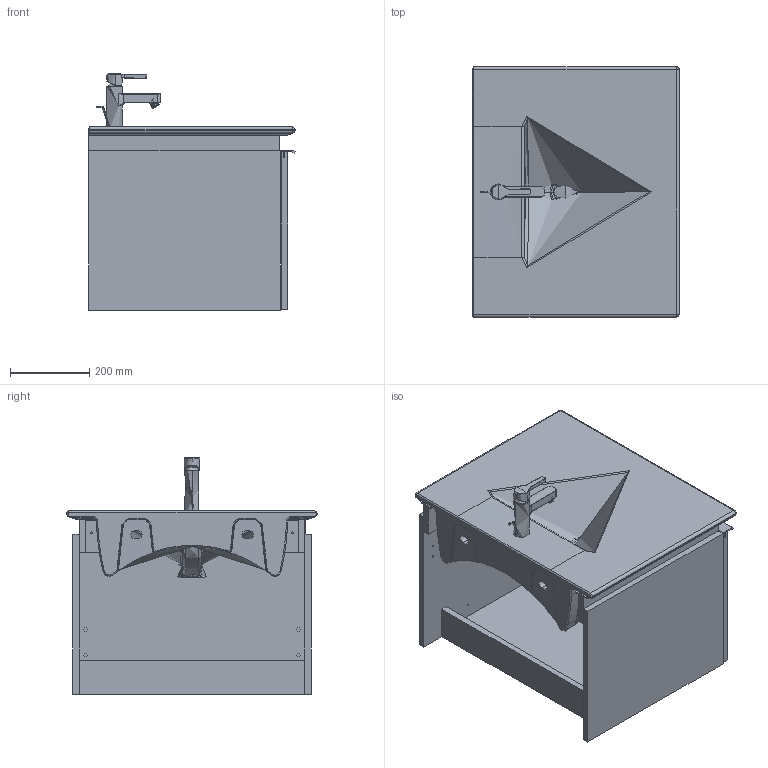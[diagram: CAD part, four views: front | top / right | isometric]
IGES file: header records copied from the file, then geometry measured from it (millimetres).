
Global section: file name: No Iges File Name specified; native system: Autodesk Inventor 2011; preprocessor: AutoDesk Inventor Iges Exporter R2011; author: Administrator; date: 20110518.174500; units: millimetre
Bounding box: 520.89 x 630.27 x 594.9 mm (x, y, z)
Volume: 27754197.5 mm3
Topology: 15 solids, 15 shells, 1067 faces, 4513 edges, 3973 vertices
Faces by surface type: plane 512, revolution 321, bspline 165, cylinder 40, torus 12, cone 11, sphere 6
